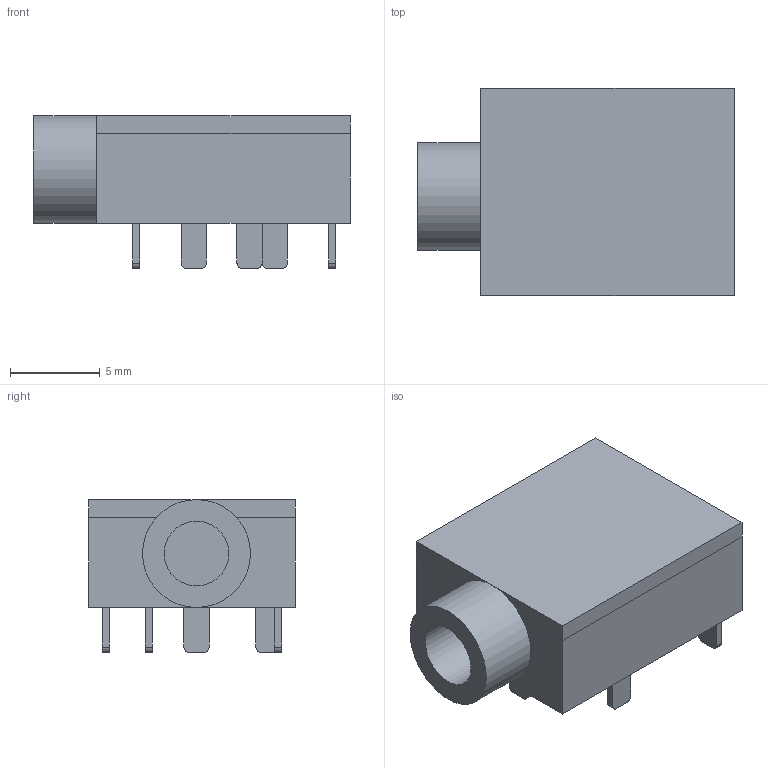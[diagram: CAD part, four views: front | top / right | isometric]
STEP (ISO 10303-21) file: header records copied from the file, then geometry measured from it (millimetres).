
FILE_DESCRIPTION(('FreeCAD Model'),'2;1');
FILE_NAME('Open CASCADE Shape Model','2023-02-26T09:38:19',('Author'),( ''),'Open CASCADE STEP processor 7.6','FreeCAD','Unknown');
FILE_SCHEMA(('AUTOMOTIVE_DESIGN { 1 0 10303 214 1 1 1 1 }'));
Length unit declared in the file: millimetre
Products named in the file (12): MJ352W_C_r0; Part; Body; Body002; Part001; Body001; Part002; Body003; Body004; Body005; Body006; Body007
Assembly tree (11 placements, depth 3):
  MJ352W_C_r0
    Part
      Body
      Body002
    Part001
      Body001
    Part002
      Body003
      Body004
      Body005
      Body006
      Body007
Bounding box: 17.6 x 11.5 x 8.5 mm (x, y, z)
Volume: 573.2 mm3; surface area: 1311 mm2
Topology: 8 solids, 8 shells, 62 faces, 135 edges, 90 vertices
Faces by surface type: plane 49, cylinder 13
Full cylindrical faces by diameter (mm): 3.6 x2, 6 x1
Entity records: 3762 total; most frequent: CARTESIAN_POINT 635, DIRECTION 568, LINE 353, VECTOR 353, ORIENTED_EDGE 270, PCURVE 270, DEFINITIONAL_REPRESENTATION 270, EDGE_CURVE 135
